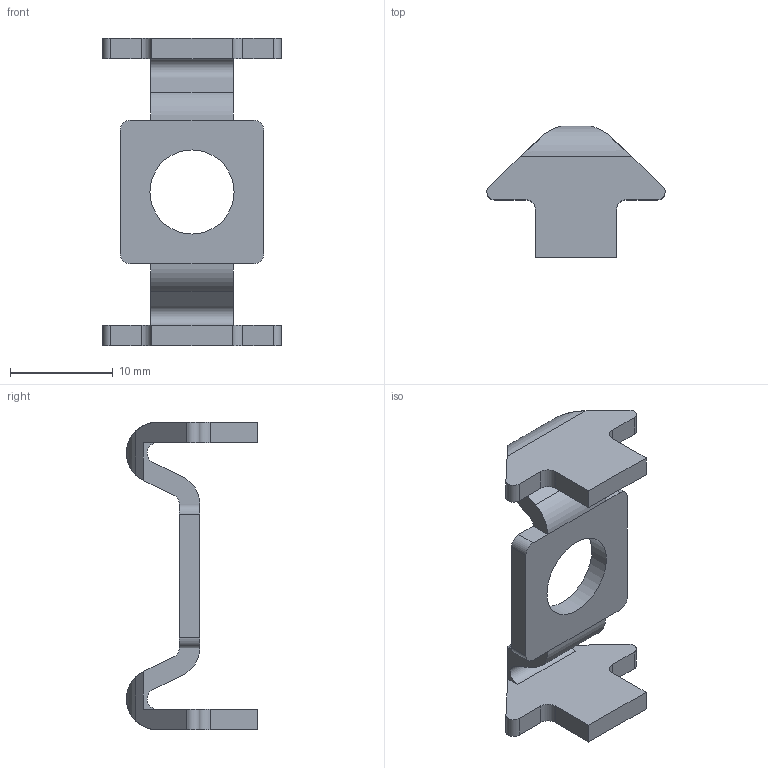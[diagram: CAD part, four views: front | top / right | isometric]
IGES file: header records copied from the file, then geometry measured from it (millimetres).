
Global section: file name: SV1910V_A; native system: Autodesk Inventor 2015; preprocessor: unknown; author: Feuerhake; date: 20151130.113317; units: millimetre
Bounding box: 17.39 x 12.78 x 30 mm (x, y, z)
Surface area: 1419 mm2 (no closed solid volume)
Topology: 0 solids, 0 shells, 59 faces, 333 edges, 332 vertices
Faces by surface type: plane 34, revolution 25
